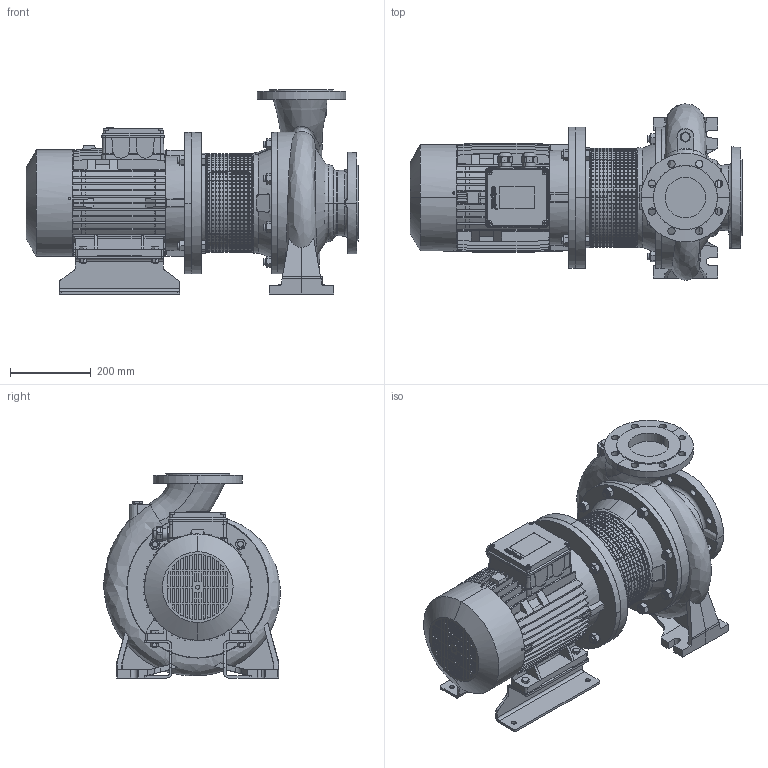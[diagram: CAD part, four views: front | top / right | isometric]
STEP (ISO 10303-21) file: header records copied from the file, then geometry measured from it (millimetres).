
FILE_DESCRIPTION (( 'STEP AP203' ), '1' );
FILE_NAME ('4_93_494_28_REV00.step', '2023-07-26T08:21:16', ( '' ), ( '' ), 'SwSTEP 2.0', 'SolidWorks 2020', '' );
FILE_SCHEMA (( 'CONFIG_CONTROL_DESIGN' ));
Length unit declared in the file: millimetre
Products named in the file (23): 4_93_494_28_REV00; Copia di 2_67_016_semplificato^Copia di 132S_B35_4_93_494_28_REV00; Copia di 1_66_072_semplificato^4_93_494_28_REV00; Copia di M16x2_ingombro^4_93_494_28_REV00; Copia di 132S_CZ^Copia di 132S_B35_4_93_494_28_REV00; Copia di Assieme_ingombro3D^Copia di 132S_CZ_Copia di 132S_B35_4_93_494_28_REV00; Copia di 2_67_018^Copia di 132S_CZ_Copia di 132S_B35_4_93_494_28_REV00; Copia di Vite_TCB_M5x2000^Copia di 132S_CZ_Copia di 132S_B35_4_93_494_28_REV00; Copia di M10x35_UNI_5739_ingombri3D^4_93_494_28_REV00; Copia di Dado_ingombro3D^Copia di Assieme_ingombro3D_1_Copia di 132S_CZ_Copia di 132S_B35_4_93_494_28_REV00; Copia di 1_67_002_132L_M32x1.5^Copia di 132S_CZ_Copia di 132S_B35_4_93_494_28_REV00; Copia di Base_ingombro3D^Copia di Assieme_ingombro3D_1_Copia di 132S_CZ_Copia di 132S_B35_4_93_494_28_REV00; Copia di 132S_B35^4_93_494_28_REV00; Copia di NM_97_REV00_69x93x298_DX-SX0^4_93_494_28_REV00; Copia di Tappo G 3_8^4_93_494_28_REV00; Copia di 2_67_020^Copia di 132S_CZ_Copia di 132S_B35_4_93_494_28_REV00; Copia di Base_ingombro3D^Copia di Assieme_ingombro3D_Copia di 132S_CZ_Copia di 132S_B35_4_93_494_28_REV00; Copia di 1_66_228_semplificato^4_93_494_28_REV00; Copia di M10_UNI_5588_ingombro^4_93_494_28_REV00; Copia di Dado_ingombro3D^Copia di Assieme_ingombro3D_Copia di 132S_CZ_Copia di 132S_B35_4_93_494_28_REV00; Copia di M16x60_UNI_5739_ingombri3D^4_93_494_28_REV00; Copia di 4_66_599_REV00_semplificato^4_93_494_28_REV00; Copia di Assieme_ingombro3D_1^Copia di 132S_CZ_Copia di 132S_B35_4_93_494_28_REV00
Assembly tree (47 placements, depth 5):
  4_93_494_28_REV00
    Copia di 1_66_228_semplificato^4_93_494_28_REV00
    Copia di M16x2_ingombro^4_93_494_28_REV00  x12
    Copia di 132S_B35^4_93_494_28_REV00
      Copia di 132S_CZ^Copia di 132S_B35_4_93_494_28_REV00
        Copia di 1_67_002_132L_M32x1.5^Copia di 132S_CZ_Copia di 132S_B35_4_93_494_28_REV00
        Copia di 2_67_018^Copia di 132S_CZ_Copia di 132S_B35_4_93_494_28_REV00
        Copia di 2_67_020^Copia di 132S_CZ_Copia di 132S_B35_4_93_494_28_REV00
        Copia di Vite_TCB_M5x2000^Copia di 132S_CZ_Copia di 132S_B35_4_93_494_28_REV00  x4
        Copia di Assieme_ingombro3D^Copia di 132S_CZ_Copia di 132S_B35_4_93_494_28_REV00
          Copia di Base_ingombro3D^Copia di Assieme_ingombro3D_Copia di 132S_CZ_Copia di 132S_B35_4_93_494_28_REV00
          Copia di Dado_ingombro3D^Copia di Assieme_ingombro3D_Copia di 132S_CZ_Copia di 132S_B35_4_93_494_28_REV00
        Copia di Assieme_ingombro3D_1^Copia di 132S_CZ_Copia di 132S_B35_4_93_494_28_REV00
          Copia di Base_ingombro3D^Copia di Assieme_ingombro3D_1_Copia di 132S_CZ_Copia di 132S_B35_4_93_494_28_REV00
          Copia di Dado_ingombro3D^Copia di Assieme_ingombro3D_1_Copia di 132S_CZ_Copia di 132S_B35_4_93_494_28_REV00
      Copia di 2_67_016_semplificato^Copia di 132S_B35_4_93_494_28_REV00
    Copia di M16x60_UNI_5739_ingombri3D^4_93_494_28_REV00  x4
    Copia di NM_97_REV00_69x93x298_DX-SX0^4_93_494_28_REV00  x2
    Copia di M10x35_UNI_5739_ingombri3D^4_93_494_28_REV00  x4
    Copia di M10_UNI_5588_ingombro^4_93_494_28_REV00  x4
    Copia di Tappo G 3_8^4_93_494_28_REV00  x2
    Copia di 4_66_599_REV00_semplificato^4_93_494_28_REV00
    Copia di 1_66_072_semplificato^4_93_494_28_REV00
Bounding box: 821.8 x 436.73 x 505 mm (x, y, z)
Volume: 53225839.2 mm3; surface area: 2790506.5 mm2
Topology: 42 solids, 43 shells, 3487 faces, 12828 edges, 9561 vertices
Faces by surface type: bspline 1527, plane 1413, cylinder 517, cone 16, torus 14
Entity records: 214011 total; most frequent: CARTESIAN_POINT 117186, ORIENTED_EDGE 19714, DIRECTION 16233, EDGE_CURVE 11564, VERTEX_POINT 8793, VECTOR 7879, LINE 7879, AXIS2_PLACEMENT_3D 4177
